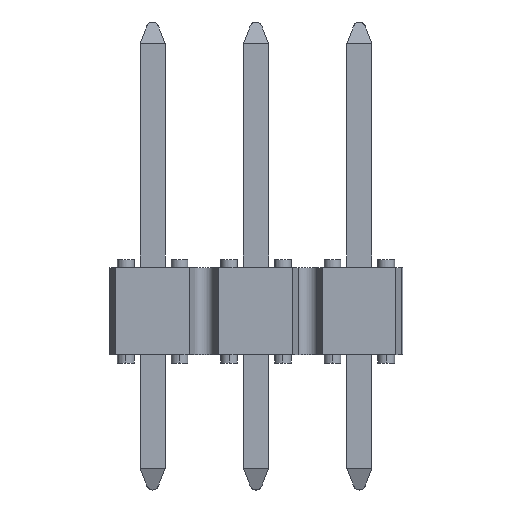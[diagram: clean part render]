
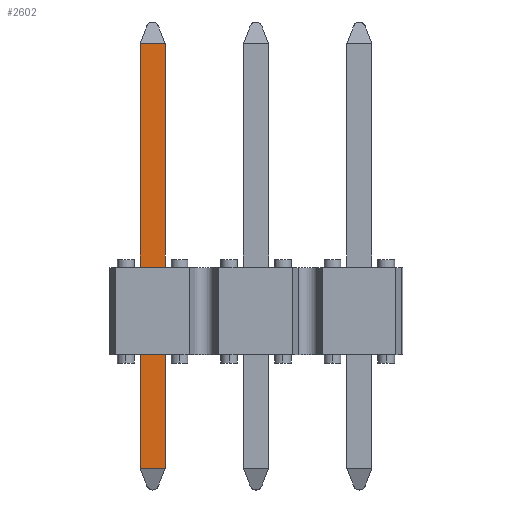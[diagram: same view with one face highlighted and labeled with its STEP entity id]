
A CAD part, front view. The second image highlights one B-rep face of the part: STEP entity #2602.
In plain terms, the highlighted face is planar.
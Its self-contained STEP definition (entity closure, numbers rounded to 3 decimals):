
#2373=DIRECTION('',(0.,1.,0.));
#2374=VECTOR('',#2373,10.44);
#2375=CARTESIAN_POINT('',(0.309,-4.545,0.));
#2376=LINE('139',#2375,#2374);
#2399=DIRECTION('',(0.,0.,1.));
#2400=VECTOR('',#2399,0.617);
#2401=CARTESIAN_POINT('',(0.309,5.895,0.));
#2402=LINE('136',#2401,#2400);
#2403=DIRECTION('',(0.,0.,1.));
#2404=VECTOR('',#2403,0.617);
#2405=CARTESIAN_POINT('',(0.309,-4.545,0.));
#2406=LINE('702',#2405,#2404);
#2433=DIRECTION('',(0.,1.,0.));
#2434=VECTOR('',#2433,10.44);
#2435=CARTESIAN_POINT('',(0.309,-4.545,0.617));
#2436=LINE('149',#2435,#2434);
#2514=CARTESIAN_POINT('',(0.309,5.895,0.));
#2516=VERTEX_POINT('',#2514);
#2525=CARTESIAN_POINT('',(0.309,5.895,0.617));
#2527=VERTEX_POINT('',#2525);
#2531=CARTESIAN_POINT('',(0.309,-4.545,0.));
#2532=VERTEX_POINT('',#2531);
#2535=CARTESIAN_POINT('',(0.309,-4.545,0.617));
#2536=VERTEX_POINT('',#2535);
#2589=CARTESIAN_POINT('',(0.309,-5.075,0.));
#2590=DIRECTION('',(1.,0.,0.));
#2591=DIRECTION('',(0.,1.,0.));
#2592=AXIS2_PLACEMENT_3D('',#2589,#2590,#2591);
#2593=PLANE('41',#2592);
#2594=ORIENTED_EDGE('136',*,*,#2580,.F.);
#2595=ORIENTED_EDGE('139',*,*,#2554,.F.);
#2597=ORIENTED_EDGE('702',*,*,#2596,.T.);
#2599=ORIENTED_EDGE('149',*,*,#2598,.T.);
#2600=EDGE_LOOP('41',(#2594,#2595,#2597,#2599));
#2601=FACE_OUTER_BOUND('41',#2600,.F.);
#2602=ADVANCED_FACE('41',(#2601),#2593,.T.);
#2554=EDGE_CURVE('139',#2532,#2516,#2376,.T.);
#2580=EDGE_CURVE('136',#2516,#2527,#2402,.T.);
#2596=EDGE_CURVE('702',#2532,#2536,#2406,.T.);
#2598=EDGE_CURVE('149',#2536,#2527,#2436,.T.);
